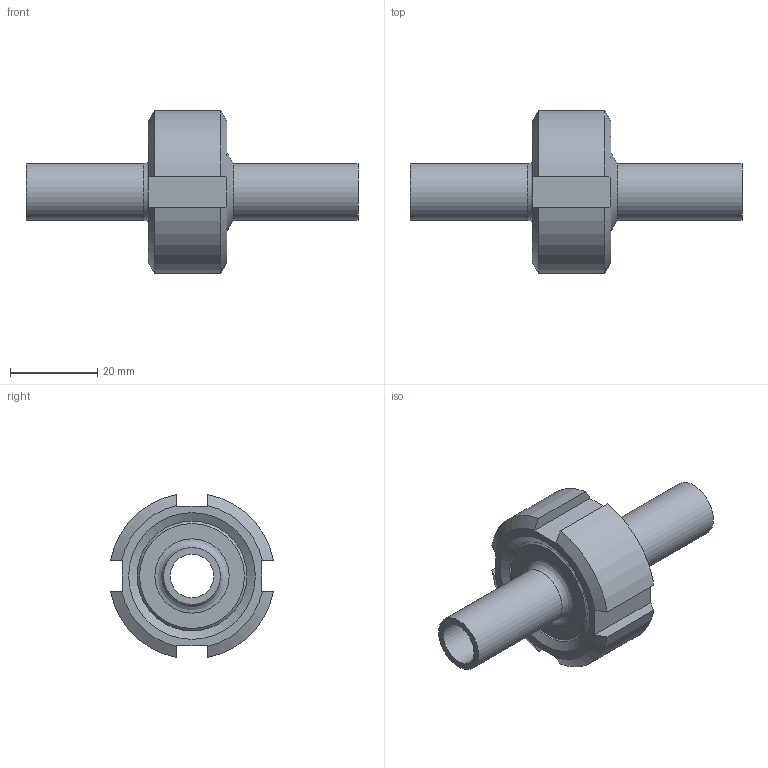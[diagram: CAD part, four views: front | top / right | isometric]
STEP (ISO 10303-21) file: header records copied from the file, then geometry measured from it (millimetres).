
FILE_DESCRIPTION((''),'2;1');
FILE_NAME('10101010X300.stp','2010-09-01T09:52:29',('thilbrands'),(''),'Autodesk Inventor 2008','Autodesk Inventor 2008','');
FILE_SCHEMA(('AUTOMOTIVE_DESIGN { 1 0 10303 214 1 1 1 1 }'));
Length unit declared in the file: millimetre
Products named in the file (4): 10101010X300; ENG-005563-DN10; 110000106-DN10; ENG-005450-DN10
Assembly tree (3 placements, depth 2):
  10101010X300
    ENG-005563-DN10
    110000106-DN10
    ENG-005450-DN10
Bounding box: 76 x 37.35 x 37.35 mm (x, y, z)
Volume: 19694.9 mm3; surface area: 13520.4 mm2
Topology: 3 solids, 3 shells, 65 faces, 141 edges, 88 vertices
Faces by surface type: plane 24, cylinder 15, cone 15, torus 7, bspline 4
Full cylindrical faces by diameter (mm): 10 x2, 13 x2, 18 x1, 19 x1, 21.9 x1, 22 x1, 25.14 x1, 28 x1, 28.4 x1
Entity records: 1915 total; most frequent: CARTESIAN_POINT 498, DIRECTION 288, ORIENTED_EDGE 224, AXIS2_PLACEMENT_3D 124, EDGE_CURVE 112, EDGE_LOOP 106, VERTEX_POINT 88, FACE_OUTER_BOUND 65
